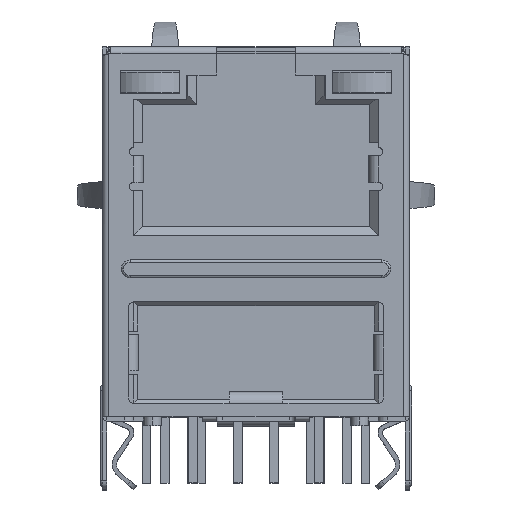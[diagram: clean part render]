
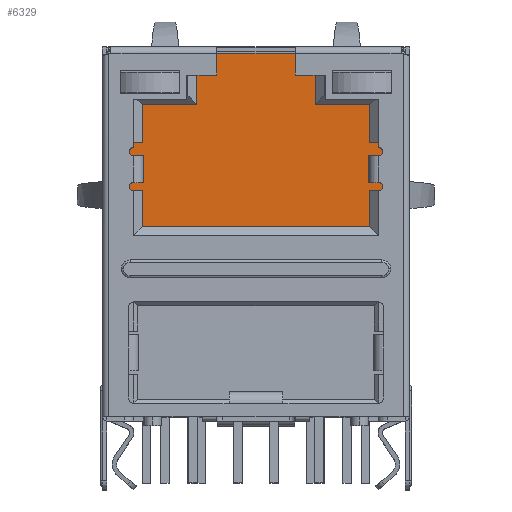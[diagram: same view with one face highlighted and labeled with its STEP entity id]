
A CAD part, top view. The second image highlights one B-rep face of the part: STEP entity #6329.
In plain terms, the highlighted planar face has unit normal (0, 0, 1).
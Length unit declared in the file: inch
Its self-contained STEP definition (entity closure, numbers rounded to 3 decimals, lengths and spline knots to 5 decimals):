
#29 = DIRECTION ( 'NONE',  ( 1., 0., 0. ) ) ;
#52 = VECTOR ( 'NONE', #9409, 39.37008 ) ;
#53 = VECTOR ( 'NONE', #12276, 39.37008 ) ;
#229 = LINE ( 'NONE', #13004, #15456 ) ;
#499 = LINE ( 'NONE', #19629, #13473 ) ;
#615 = CARTESIAN_POINT ( 'NONE',  ( 0.24886, -0.14884, -0.40354 ) ) ;
#715 = ORIENTED_EDGE ( 'NONE', *, *, #20648, .F. ) ;
#1172 = VERTEX_POINT ( 'NONE', #3408 ) ;
#1227 = ORIENTED_EDGE ( 'NONE', *, *, #2622, .F. ) ;
#1335 = CARTESIAN_POINT ( 'NONE',  ( 0.32666, 0.23516, -0.40354 ) ) ;
#1362 = CARTESIAN_POINT ( 'NONE',  ( -0.28997, -0.0701, -0.40354 ) ) ;
#1458 = CARTESIAN_POINT ( 'NONE',  ( -0.12958, 0.23516, -0.40354 ) ) ;
#1627 = VERTEX_POINT ( 'NONE', #6511 ) ;
#1639 = EDGE_CURVE ( 'NONE', #1627, #20561, #14893, .T. ) ;
#2247 = EDGE_CURVE ( 'NONE', #10178, #15198, #4787, .T. ) ;
#2385 = VECTOR ( 'NONE', #4684, 39.37008 ) ;
#2622 = EDGE_CURVE ( 'NONE', #16063, #6049, #5033, .T. ) ;
#2656 = EDGE_CURVE ( 'NONE', #3943, #12117, #8219, .T. ) ;
#2669 = CARTESIAN_POINT ( 'NONE',  ( -0.12958, 0.11861, -0.40354 ) ) ;
#2799 = ORIENTED_EDGE ( 'NONE', *, *, #12727, .T. ) ;
#2993 = ORIENTED_EDGE ( 'NONE', *, *, #4035, .T. ) ;
#3004 = CARTESIAN_POINT ( 'NONE',  ( -0.28997, -0.0701, -0.40354 ) ) ;
#3375 = VERTEX_POINT ( 'NONE', #21192 ) ;
#3408 = CARTESIAN_POINT ( 'NONE',  ( 0.24886, 0.0364, -0.40354 ) ) ;
#3943 = VERTEX_POINT ( 'NONE', #12222 ) ;
#4035 = EDGE_CURVE ( 'NONE', #7561, #17072, #8217, .T. ) ;
#4107 = DIRECTION ( 'NONE',  ( 0., 1., 0. ) ) ;
#4557 = LINE ( 'NONE', #19572, #52 ) ;
#4684 = DIRECTION ( 'NONE',  ( 0., 1., 0. ) ) ;
#4787 = LINE ( 'NONE', #18225, #13264 ) ;
#4943 = VECTOR ( 'NONE', #6761, 39.37008 ) ;
#5032 = CARTESIAN_POINT ( 'NONE',  ( -0.24886, -0.0701, -0.40354 ) ) ;
#5033 = LINE ( 'NONE', #17734, #15901 ) ;
#5206 = VERTEX_POINT ( 'NONE', #1458 ) ;
#5348 = EDGE_CURVE ( 'NONE', #7444, #5206, #7636, .T. ) ;
#5622 = PLANE ( 'NONE',  #13496 ) ;
#5816 = ORIENTED_EDGE ( 'NONE', *, *, #17523, .T. ) ;
#6049 = VERTEX_POINT ( 'NONE', #13465 ) ;
#6169 = LINE ( 'NONE', #1335, #7240 ) ;
#6208 = VERTEX_POINT ( 'NONE', #6218 ) ;
#6217 = DIRECTION ( 'NONE',  ( 0., 1., 0. ) ) ;
#6218 = CARTESIAN_POINT ( 'NONE',  ( 0.24886, 0.11861, -0.40354 ) ) ;
#6317 = CARTESIAN_POINT ( 'NONE',  ( 0.24886, -0.0701, -0.40354 ) ) ;
#6329 = ADVANCED_FACE ( 'NONE', ( #11806 ), #5622, .F. ) ;
#6511 = CARTESIAN_POINT ( 'NONE',  ( -0.24886, -0.14884, -0.40354 ) ) ;
#6589 = VECTOR ( 'NONE', #17841, 39.37008 ) ;
#6761 = DIRECTION ( 'NONE',  ( 0., 1., 0. ) ) ;
#6965 = VECTOR ( 'NONE', #21499, 39.37008 ) ;
#7197 = CARTESIAN_POINT ( 'NONE',  ( -0.28997, 0.0364, -0.40354 ) ) ;
#7240 = VECTOR ( 'NONE', #13173, 39.37008 ) ;
#7333 = DIRECTION ( 'NONE',  ( 1., 0., 0. ) ) ;
#7444 = VERTEX_POINT ( 'NONE', #8654 ) ;
#7494 = LINE ( 'NONE', #15692, #53 ) ;
#7502 = ORIENTED_EDGE ( 'NONE', *, *, #10695, .F. ) ;
#7561 = VERTEX_POINT ( 'NONE', #8763 ) ;
#7591 = EDGE_LOOP ( 'NONE', ( #5816, #11825, #14226, #1227, #715, #8272, #7502, #10885, #7933, #19020, #7719, #2799, #19272, #15726, #18203, #2993 ) ) ;
#7636 = LINE ( 'NONE', #10100, #4943 ) ;
#7719 = ORIENTED_EDGE ( 'NONE', *, *, #21905, .T. ) ;
#7933 = ORIENTED_EDGE ( 'NONE', *, *, #8895, .F. ) ;
#8192 = CARTESIAN_POINT ( 'NONE',  ( 0.28997, -0.0701, -0.40354 ) ) ;
#8217 = LINE ( 'NONE', #13927, #15634 ) ;
#8219 = LINE ( 'NONE', #6317, #2385 ) ;
#8224 = EDGE_CURVE ( 'NONE', #6208, #7561, #7494, .T. ) ;
#8257 = VECTOR ( 'NONE', #21847, 39.37008 ) ;
#8272 = ORIENTED_EDGE ( 'NONE', *, *, #2247, .F. ) ;
#8654 = CARTESIAN_POINT ( 'NONE',  ( -0.12958, 0.11861, -0.40354 ) ) ;
#8763 = CARTESIAN_POINT ( 'NONE',  ( 0.12958, 0.11861, -0.40354 ) ) ;
#8765 = LINE ( 'NONE', #615, #15406 ) ;
#8895 = EDGE_CURVE ( 'NONE', #3943, #1627, #8765, .T. ) ;
#9409 = DIRECTION ( 'NONE',  ( 0., 1., 0. ) ) ;
#9653 = CARTESIAN_POINT ( 'NONE',  ( 0.28997, 0.0364, -0.40354 ) ) ;
#9674 = DIRECTION ( 'NONE',  ( -1., 0., 0. ) ) ;
#10100 = CARTESIAN_POINT ( 'NONE',  ( -0.12958, 0.2688, -0.40354 ) ) ;
#10178 = VERTEX_POINT ( 'NONE', #3004 ) ;
#10243 = VERTEX_POINT ( 'NONE', #8192 ) ;
#10455 = DIRECTION ( 'NONE',  ( 0., 1., 0. ) ) ;
#10587 = CARTESIAN_POINT ( 'NONE',  ( 0., -0.34, -0.40354 ) ) ;
#10695 = EDGE_CURVE ( 'NONE', #20561, #10178, #13384, .T. ) ;
#10885 = ORIENTED_EDGE ( 'NONE', *, *, #1639, .F. ) ;
#11806 = FACE_OUTER_BOUND ( 'NONE', #7591, .T. ) ;
#11825 = ORIENTED_EDGE ( 'NONE', *, *, #5348, .F. ) ;
#12015 = CARTESIAN_POINT ( 'NONE',  ( -0.24886, 0.0364, -0.40354 ) ) ;
#12117 = VERTEX_POINT ( 'NONE', #14359 ) ;
#12222 = CARTESIAN_POINT ( 'NONE',  ( 0.24886, -0.14884, -0.40354 ) ) ;
#12276 = DIRECTION ( 'NONE',  ( -1., 0., 0. ) ) ;
#12685 = DIRECTION ( 'NONE',  ( -1., 0., 0. ) ) ;
#12727 = EDGE_CURVE ( 'NONE', #10243, #3375, #18364, .T. ) ;
#13004 = CARTESIAN_POINT ( 'NONE',  ( 0.24886, 0.0364, -0.40354 ) ) ;
#13173 = DIRECTION ( 'NONE',  ( -1., 0., 0. ) ) ;
#13264 = VECTOR ( 'NONE', #6217, 39.37008 ) ;
#13288 = EDGE_CURVE ( 'NONE', #1172, #6208, #4557, .T. ) ;
#13384 = LINE ( 'NONE', #1362, #16562 ) ;
#13465 = CARTESIAN_POINT ( 'NONE',  ( -0.24886, 0.11861, -0.40354 ) ) ;
#13473 = VECTOR ( 'NONE', #19548, 39.37008 ) ;
#13496 = AXIS2_PLACEMENT_3D ( 'NONE', #10587, #17468, #7333 ) ;
#13927 = CARTESIAN_POINT ( 'NONE',  ( 0.12958, 0.2688, -0.40354 ) ) ;
#14226 = ORIENTED_EDGE ( 'NONE', *, *, #20117, .F. ) ;
#14359 = CARTESIAN_POINT ( 'NONE',  ( 0.24886, -0.0701, -0.40354 ) ) ;
#14759 = DIRECTION ( 'NONE',  ( -1., 0., 0. ) ) ;
#14893 = LINE ( 'NONE', #5032, #8257 ) ;
#15198 = VERTEX_POINT ( 'NONE', #7197 ) ;
#15302 = VECTOR ( 'NONE', #29, 39.37008 ) ;
#15333 = EDGE_CURVE ( 'NONE', #3375, #1172, #229, .T. ) ;
#15406 = VECTOR ( 'NONE', #12685, 39.37008 ) ;
#15456 = VECTOR ( 'NONE', #9674, 39.37008 ) ;
#15603 = LINE ( 'NONE', #2669, #6589 ) ;
#15634 = VECTOR ( 'NONE', #10455, 39.37008 ) ;
#15692 = CARTESIAN_POINT ( 'NONE',  ( 0.12958, 0.11861, -0.40354 ) ) ;
#15726 = ORIENTED_EDGE ( 'NONE', *, *, #13288, .T. ) ;
#15901 = VECTOR ( 'NONE', #4107, 39.37008 ) ;
#16063 = VERTEX_POINT ( 'NONE', #12015 ) ;
#16562 = VECTOR ( 'NONE', #14759, 39.37008 ) ;
#17072 = VERTEX_POINT ( 'NONE', #21866 ) ;
#17138 = LINE ( 'NONE', #21880, #15302 ) ;
#17468 = DIRECTION ( 'NONE',  ( 0., 0., -1. ) ) ;
#17523 = EDGE_CURVE ( 'NONE', #17072, #5206, #6169, .T. ) ;
#17734 = CARTESIAN_POINT ( 'NONE',  ( -0.24886, 0.11861, -0.40354 ) ) ;
#17841 = DIRECTION ( 'NONE',  ( 1., 0., 0. ) ) ;
#18203 = ORIENTED_EDGE ( 'NONE', *, *, #8224, .T. ) ;
#18225 = CARTESIAN_POINT ( 'NONE',  ( -0.28997, 0.0364, -0.40354 ) ) ;
#18364 = LINE ( 'NONE', #9653, #6965 ) ;
#19020 = ORIENTED_EDGE ( 'NONE', *, *, #2656, .T. ) ;
#19025 = CARTESIAN_POINT ( 'NONE',  ( -0.24886, -0.0701, -0.40354 ) ) ;
#19272 = ORIENTED_EDGE ( 'NONE', *, *, #15333, .T. ) ;
#19548 = DIRECTION ( 'NONE',  ( 1., 0., 0. ) ) ;
#19572 = CARTESIAN_POINT ( 'NONE',  ( 0.24886, 0.11861, -0.40354 ) ) ;
#19629 = CARTESIAN_POINT ( 'NONE',  ( -0.24886, 0.0364, -0.40354 ) ) ;
#20117 = EDGE_CURVE ( 'NONE', #6049, #7444, #15603, .T. ) ;
#20561 = VERTEX_POINT ( 'NONE', #19025 ) ;
#20648 = EDGE_CURVE ( 'NONE', #15198, #16063, #499, .T. ) ;
#21192 = CARTESIAN_POINT ( 'NONE',  ( 0.28997, 0.0364, -0.40354 ) ) ;
#21499 = DIRECTION ( 'NONE',  ( 0., 1., 0. ) ) ;
#21847 = DIRECTION ( 'NONE',  ( 0., 1., 0. ) ) ;
#21866 = CARTESIAN_POINT ( 'NONE',  ( 0.12958, 0.23516, -0.40354 ) ) ;
#21880 = CARTESIAN_POINT ( 'NONE',  ( 0.28997, -0.0701, -0.40354 ) ) ;
#21905 = EDGE_CURVE ( 'NONE', #12117, #10243, #17138, .T. ) ;
